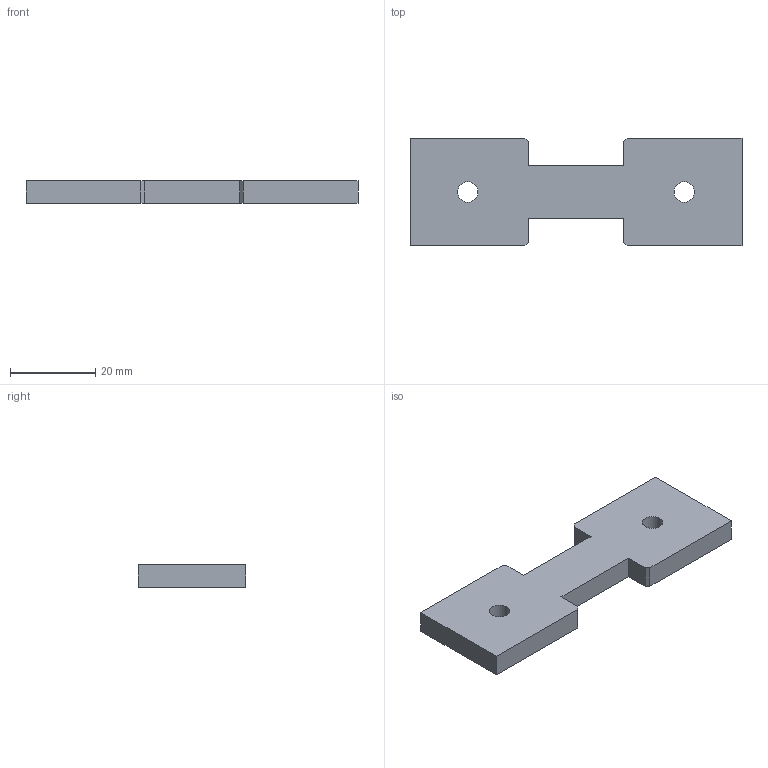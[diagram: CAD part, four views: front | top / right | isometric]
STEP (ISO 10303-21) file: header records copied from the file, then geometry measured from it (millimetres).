
FILE_DESCRIPTION(/* description */ (''),/* implementation_level */ '2;1');
FILE_NAME(/* name */ 'DPX Slide Jig Cover.stp',/* time_stamp */ '2015-06-19T13:40:02-04:00',/* author */ ('biddleg'),/* organization */ (''),/* preprocessor_version */ 'ST-DEVELOPER v15.6',/* originating_system */ 'Autodesk Inventor 2015',/* authorisation */ '');
FILE_SCHEMA (('AUTOMOTIVE_DESIGN { 1 0 10303 214 3 1 1 }'));
Length unit declared in the file: inch
Products named in the file (1): DPX Slide Jig Cover
Bounding box: 77.85 x 25.1 x 5.33 mm (x, y, z)
Volume: 8706.7 mm3; surface area: 4649 mm2
Topology: 1 solids, 1 shells, 20 faces, 56 edges, 38 vertices
Faces by surface type: plane 18, cylinder 2
Full cylindrical faces by diameter (mm): 4.801 x2
Entity records: 646 total; most frequent: CARTESIAN_POINT 109, ORIENTED_EDGE 104, DIRECTION 98, EDGE_CURVE 52, LINE 48, VECTOR 48, VERTEX_POINT 36, EDGE_LOOP 26
